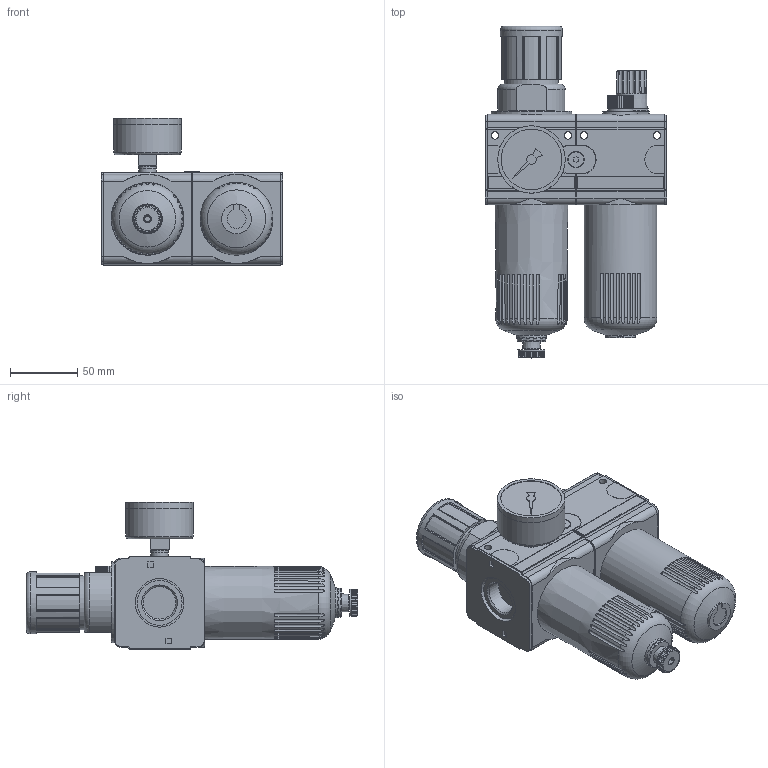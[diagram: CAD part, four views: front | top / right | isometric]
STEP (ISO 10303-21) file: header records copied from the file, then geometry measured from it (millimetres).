
FILE_DESCRIPTION( ( 'STEP AP203' ), ' ' );
FILE_NAME( '9.2834.042.stp', '2017-04-10T09:18:04', ( '' ), ( '' ), ' ', 'PARTsolutions', ' ' );
FILE_SCHEMA( ( 'CONFIG_CONTROL_DESIGN' ) );
Length unit declared in the file: millimetre
Products named in the file (7): 9.2834.042; _CL 34 K-HAC01000-G; _CL 34 K-HA-2; _CL 34 K-HAC-P1; _CL 34 K-HAL00000-G; _CL 34 K-HAL-P1; _CL 34 K-HA-V
Assembly tree (6 placements, depth 2):
  9.2834.042
    _CL 34 K-HAC01000-G
    _CL 34 K-HA-2
    _CL 34 K-HAC-P1
    _CL 34 K-HAL00000-G
    _CL 34 K-HAL-P1
    _CL 34 K-HA-V
Bounding box: 134.8 x 246 x 109.22 mm (x, y, z)
Volume: 1192376.3 mm3; surface area: 143389.3 mm2
Topology: 6 solids, 6 shells, 763 faces, 2065 edges, 1369 vertices
Faces by surface type: plane 434, cylinder 287, torus 27, cone 13, sphere 2
Full cylindrical faces by diameter (mm): 3.2 x2, 4 x1, 5.5 x4, 6.3 x1, 9.728 x1, 10 x1, 11.2 x1, 11.34 x2, 11.445 x1, 12.2 x2, 13 x1, 13.157 x1, 16 x1, 19 x1, 20 x1, 22 x3, 24.117 x2, 24.5 x1, 28.6 x1, 33.2 x1, 33.3 x1, 36 x2, 40 x1, 45 x1, 46 x1, 49.96 x1, 50 x2, 54 x1, 59.5 x1
Entity records: 26794 total; most frequent: CARTESIAN_POINT 7511, DIRECTION 4022, ORIENTED_EDGE 3954, EDGE_CURVE 1977, AXIS2_PLACEMENT_3D 1547, VERTEX_POINT 1346, LINE 928, VECTOR 928
